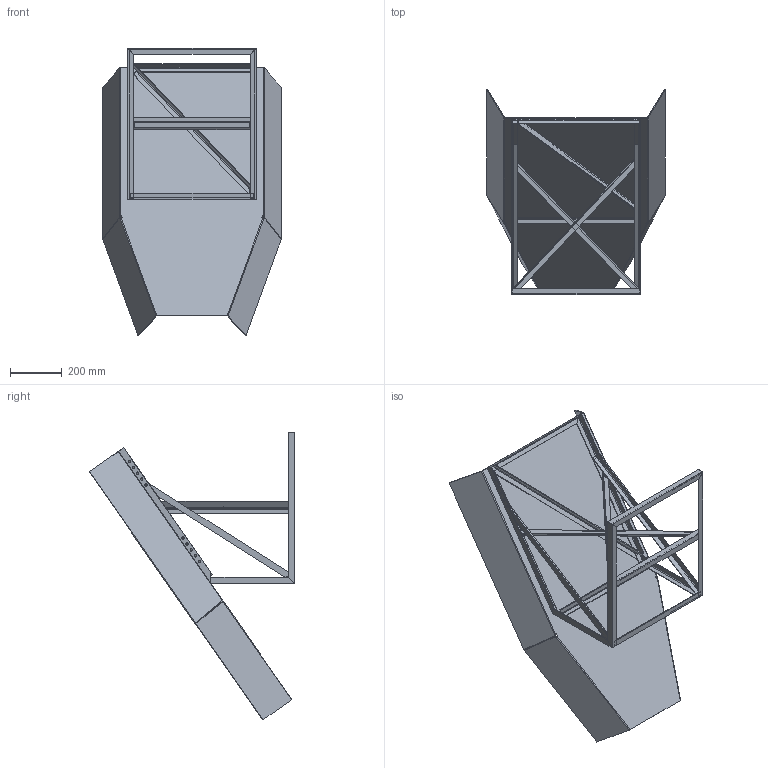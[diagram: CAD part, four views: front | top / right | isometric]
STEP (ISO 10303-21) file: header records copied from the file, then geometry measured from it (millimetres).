
FILE_DESCRIPTION(('FreeCAD Model'),'2;1');
FILE_NAME('Open CASCADE Shape Model','2025-05-08T07:43:44',('FreeCAD'),( 'FreeCAD'),'Open CASCADE STEP processor 7.6','FreeCAD','Unknown');
FILE_SCHEMA(('AUTOMOTIVE_DESIGN { 1 0 10303 214 1 1 1 1 }'));
Length unit declared in the file: millimetre
Products named in the file (1): Open CASCADE STEP translator 7.6 1
Bounding box: 689.63 x 794.04 x 1110.96 mm (x, y, z)
Volume: 5291363.5 mm3; surface area: 2716378.8 mm2
Topology: 17 solids, 17 shells, 292 faces, 742 edges, 484 vertices
Faces by surface type: bspline 292
Entity records: 8428 total; most frequent: CARTESIAN_POINT 3911, ORIENTED_EDGE 1484, EDGE_CURVE 742, B_SPLINE_CURVE_WITH_KNOTS 587, VERTEX_POINT 484, FACE_BOUND 332, EDGE_LOOP 332, ADVANCED_FACE 292
